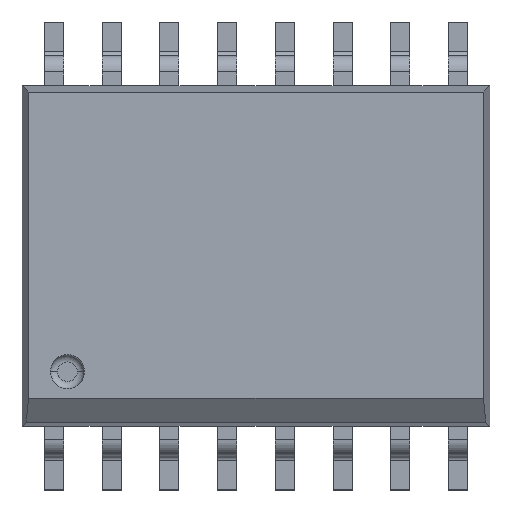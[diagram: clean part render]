
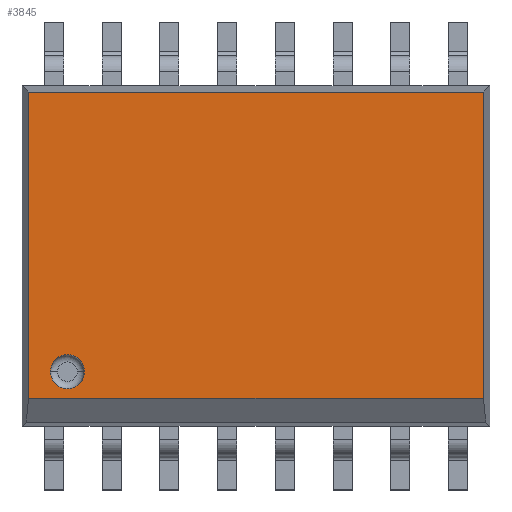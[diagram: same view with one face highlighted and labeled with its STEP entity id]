
A CAD part, top view. The second image highlights one B-rep face of the part: STEP entity #3845.
In plain terms, the highlighted planar face has unit normal (0, 0, 1).
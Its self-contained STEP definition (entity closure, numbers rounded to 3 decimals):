
#3637 = VERTEX_POINT ( 'NONE', #6967 ) ;
#3639 = EDGE_CURVE ( 'NONE', #3637, #3640, #6965, .T. ) ;
#3640 = VERTEX_POINT ( 'NONE', #6960 ) ;
#3780 = ORIENTED_EDGE ( 'NONE', *, *, #3781, .T. ) ;
#3781 = EDGE_CURVE ( 'NONE', #3782, #3783, #7299, .T. ) ;
#3782 = VERTEX_POINT ( 'NONE', #7358 ) ;
#3783 = VERTEX_POINT ( 'NONE', #7357 ) ;
#3784 = ORIENTED_EDGE ( 'NONE', *, *, #3785, .T. ) ;
#3785 = EDGE_CURVE ( 'NONE', #3783, #3788, #7356, .T. ) ;
#3788 = VERTEX_POINT ( 'NONE', #7347 ) ;
#3789 = ORIENTED_EDGE ( 'NONE', *, *, #3790, .T. ) ;
#3790 = EDGE_CURVE ( 'NONE', #3788, #3791, #7346, .T. ) ;
#3791 = VERTEX_POINT ( 'NONE', #7342 ) ;
#3795 = ORIENTED_EDGE ( 'NONE', *, *, #3796, .F. ) ;
#3796 = EDGE_CURVE ( 'NONE', #3640, #3637, #7334, .T. ) ;
#3797 = ORIENTED_EDGE ( 'NONE', *, *, #3639, .F. ) ;
#3798 = EDGE_LOOP ( 'NONE', ( #3780, #3784, #3789, #3855 ) ) ;
#3807 = EDGE_LOOP ( 'NONE', ( #3795, #3797 ) ) ;
#3845 = ADVANCED_FACE ( 'NONE', ( #7435, #7434 ), #7481, .F. ) ;
#3855 = ORIENTED_EDGE ( 'NONE', *, *, #3856, .T. ) ;
#3856 = EDGE_CURVE ( 'NONE', #3791, #3782, #7460, .T. ) ;
#6960 = CARTESIAN_POINT ( 'NONE',  ( -3.775, -2.55, 2.65 ) ) ;
#6961 = DIRECTION ( 'NONE',  ( 1., 0., 0. ) ) ;
#6962 = DIRECTION ( 'NONE',  ( 0., 0., 1. ) ) ;
#6963 = CARTESIAN_POINT ( 'NONE',  ( -4.15, -2.55, 2.65 ) ) ;
#6964 = AXIS2_PLACEMENT_3D ( 'NONE', #6963, #6962, #6961 ) ;
#6965 = CIRCLE ( 'NONE', #6964, 0.375 ) ;
#6967 = CARTESIAN_POINT ( 'NONE',  ( -4.525, -2.55, 2.65 ) ) ;
#7296 = DIRECTION ( 'NONE',  ( -1., 0., 0. ) ) ;
#7297 = VECTOR ( 'NONE', #7296, 1000. ) ;
#7298 = CARTESIAN_POINT ( 'NONE',  ( 0., 3.604, 2.65 ) ) ;
#7299 = LINE ( 'NONE', #7298, #7297 ) ;
#7330 = DIRECTION ( 'NONE',  ( 1., 0., 0. ) ) ;
#7331 = DIRECTION ( 'NONE',  ( 0., 0., 1. ) ) ;
#7332 = CARTESIAN_POINT ( 'NONE',  ( -4.15, -2.55, 2.65 ) ) ;
#7333 = AXIS2_PLACEMENT_3D ( 'NONE', #7332, #7331, #7330 ) ;
#7334 = CIRCLE ( 'NONE', #7333, 0.375 ) ;
#7342 = CARTESIAN_POINT ( 'NONE',  ( 5.004, -3.134, 2.65 ) ) ;
#7343 = DIRECTION ( 'NONE',  ( 1., 0., 0. ) ) ;
#7344 = VECTOR ( 'NONE', #7343, 1000. ) ;
#7345 = CARTESIAN_POINT ( 'NONE',  ( 5.15, -3.134, 2.65 ) ) ;
#7346 = LINE ( 'NONE', #7345, #7344 ) ;
#7347 = CARTESIAN_POINT ( 'NONE',  ( -5.004, -3.134, 2.65 ) ) ;
#7353 = DIRECTION ( 'NONE',  ( 0., -1., 0. ) ) ;
#7354 = VECTOR ( 'NONE', #7353, 1000. ) ;
#7355 = CARTESIAN_POINT ( 'NONE',  ( -5.004, -3.134, 2.65 ) ) ;
#7356 = LINE ( 'NONE', #7355, #7354 ) ;
#7357 = CARTESIAN_POINT ( 'NONE',  ( -5.004, 3.604, 2.65 ) ) ;
#7358 = CARTESIAN_POINT ( 'NONE',  ( 5.004, 3.604, 2.65 ) ) ;
#7434 = FACE_OUTER_BOUND ( 'NONE', #3798, .T. ) ;
#7435 = FACE_BOUND ( 'NONE', #3807, .T. ) ;
#7457 = DIRECTION ( 'NONE',  ( 0., 1., 0. ) ) ;
#7458 = VECTOR ( 'NONE', #7457, 1000. ) ;
#7459 = CARTESIAN_POINT ( 'NONE',  ( 5.004, 3.75, 2.65 ) ) ;
#7460 = LINE ( 'NONE', #7459, #7458 ) ;
#7477 = DIRECTION ( 'NONE',  ( -1., 0., 0. ) ) ;
#7478 = DIRECTION ( 'NONE',  ( 0., 0., -1. ) ) ;
#7479 = CARTESIAN_POINT ( 'NONE',  ( 0., 3.75, 2.65 ) ) ;
#7480 = AXIS2_PLACEMENT_3D ( 'NONE', #7479, #7478, #7477 ) ;
#7481 = PLANE ( 'NONE',  #7480 ) ;
